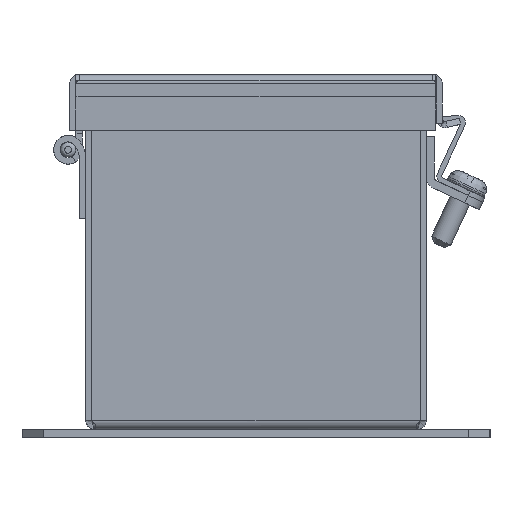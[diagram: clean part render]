
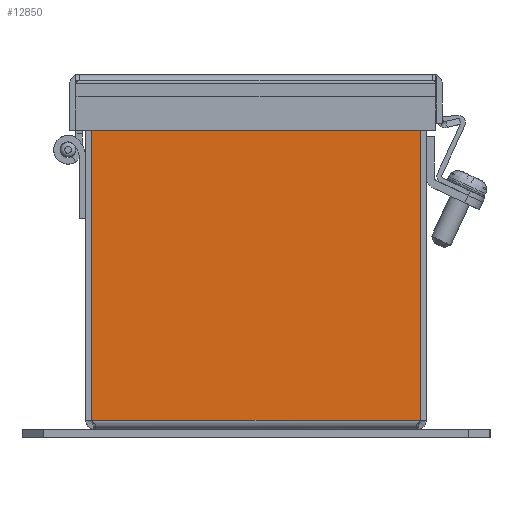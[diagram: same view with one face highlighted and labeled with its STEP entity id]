
A CAD part, left-side view. The second image highlights one B-rep face of the part: STEP entity #12850.
In plain terms, the highlighted planar face has unit normal (-1, 0, 0).
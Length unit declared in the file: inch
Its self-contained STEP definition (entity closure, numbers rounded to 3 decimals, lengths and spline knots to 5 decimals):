
#181 = DIRECTION ( 'NONE',  ( 0., 0., 1. ) ) ;
#499 = EDGE_CURVE ( 'NONE', #1458, #22161, #15479, .T. ) ;
#963 = DIRECTION ( 'NONE',  ( 0., 1., 0. ) ) ;
#1458 = VERTEX_POINT ( 'NONE', #18974 ) ;
#2018 = EDGE_CURVE ( 'NONE', #27884, #18758, #11726, .T. ) ;
#2102 = VECTOR ( 'NONE', #22953, 39.37008 ) ;
#2760 = LINE ( 'NONE', #26722, #16535 ) ;
#3371 = CARTESIAN_POINT ( 'NONE',  ( -12., 13.406, 0. ) ) ;
#3961 = VECTOR ( 'NONE', #963, 39.37008 ) ;
#4531 = DIRECTION ( 'NONE',  ( 0., -1., 0. ) ) ;
#4698 = FACE_OUTER_BOUND ( 'NONE', #7302, .T. ) ;
#5196 = VECTOR ( 'NONE', #181, 39.37008 ) ;
#5457 = LINE ( 'NONE', #16573, #3961 ) ;
#6106 = ORIENTED_EDGE ( 'NONE', *, *, #23501, .F. ) ;
#6610 = CARTESIAN_POINT ( 'NONE',  ( -12., -1.67789, 3.82223 ) ) ;
#7249 = CARTESIAN_POINT ( 'NONE',  ( -12., 1.92789, 3.82223 ) ) ;
#7302 = EDGE_LOOP ( 'NONE', ( #16967, #17857, #13158, #27465, #6106, #12825 ) ) ;
#7386 = EDGE_CURVE ( 'NONE', #10403, #22774, #2760, .T. ) ;
#7865 = AXIS2_PLACEMENT_3D ( 'NONE', #3371, #21026, #25560 ) ;
#8483 = CARTESIAN_POINT ( 'NONE',  ( -12., 1.92789, 0. ) ) ;
#8539 = CIRCLE ( 'NONE', #28131, 0.25 ) ;
#10403 = VERTEX_POINT ( 'NONE', #19210 ) ;
#11143 = CARTESIAN_POINT ( 'NONE',  ( -12., 1.67789, 3.82223 ) ) ;
#11276 = EDGE_CURVE ( 'NONE', #22161, #10403, #8539, .T. ) ;
#11726 = LINE ( 'NONE', #20333, #2102 ) ;
#12825 = ORIENTED_EDGE ( 'NONE', *, *, #7386, .F. ) ;
#12850 = ADVANCED_FACE ( 'NONE', ( #4698 ), #13593, .F. ) ;
#13031 = DIRECTION ( 'NONE',  ( 0., 0., -1. ) ) ;
#13158 = ORIENTED_EDGE ( 'NONE', *, *, #24157, .F. ) ;
#13593 = PLANE ( 'NONE',  #7865 ) ;
#15479 = LINE ( 'NONE', #8483, #5196 ) ;
#16535 = VECTOR ( 'NONE', #4531, 39.37008 ) ;
#16573 = CARTESIAN_POINT ( 'NONE',  ( -12., -1.892, 0.108 ) ) ;
#16967 = ORIENTED_EDGE ( 'NONE', *, *, #11276, .F. ) ;
#17857 = ORIENTED_EDGE ( 'NONE', *, *, #499, .F. ) ;
#18758 = VERTEX_POINT ( 'NONE', #27167 ) ;
#18974 = CARTESIAN_POINT ( 'NONE',  ( -12., 1.92789, 0.108 ) ) ;
#19210 = CARTESIAN_POINT ( 'NONE',  ( -12., 1.91796, 3.892 ) ) ;
#19459 = CARTESIAN_POINT ( 'NONE',  ( -12., -1.92789, 0.108 ) ) ;
#20333 = CARTESIAN_POINT ( 'NONE',  ( -12., -1.92789, 0.108 ) ) ;
#21026 = DIRECTION ( 'NONE',  ( 1., 0., 0. ) ) ;
#21040 = CARTESIAN_POINT ( 'NONE',  ( -12., -1.91796, 3.892 ) ) ;
#21087 = CIRCLE ( 'NONE', #25782, 0.25 ) ;
#21805 = DIRECTION ( 'NONE',  ( 1., 0., 0. ) ) ;
#22161 = VERTEX_POINT ( 'NONE', #7249 ) ;
#22774 = VERTEX_POINT ( 'NONE', #21040 ) ;
#22953 = DIRECTION ( 'NONE',  ( 0., 0., 1. ) ) ;
#23501 = EDGE_CURVE ( 'NONE', #22774, #18758, #21087, .T. ) ;
#24157 = EDGE_CURVE ( 'NONE', #27884, #1458, #5457, .T. ) ;
#25560 = DIRECTION ( 'NONE',  ( 0., -1., 0. ) ) ;
#25782 = AXIS2_PLACEMENT_3D ( 'NONE', #6610, #21805, #28819 ) ;
#26487 = DIRECTION ( 'NONE',  ( 1., 0., 0. ) ) ;
#26722 = CARTESIAN_POINT ( 'NONE',  ( -12., 13.406, 3.892 ) ) ;
#27167 = CARTESIAN_POINT ( 'NONE',  ( -12., -1.92789, 3.82223 ) ) ;
#27465 = ORIENTED_EDGE ( 'NONE', *, *, #2018, .T. ) ;
#27884 = VERTEX_POINT ( 'NONE', #19459 ) ;
#28131 = AXIS2_PLACEMENT_3D ( 'NONE', #11143, #26487, #13031 ) ;
#28819 = DIRECTION ( 'NONE',  ( 0., -1., 0. ) ) ;
